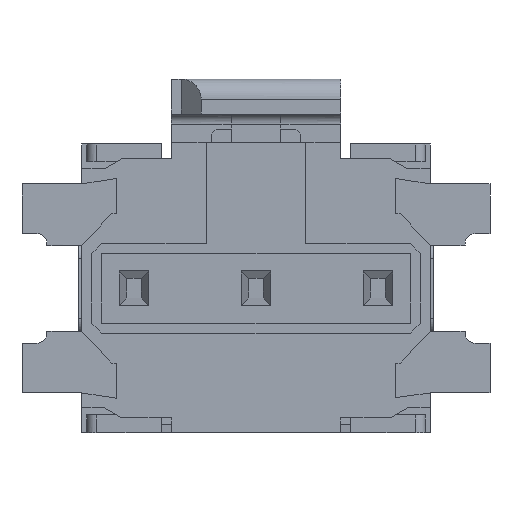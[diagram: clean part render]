
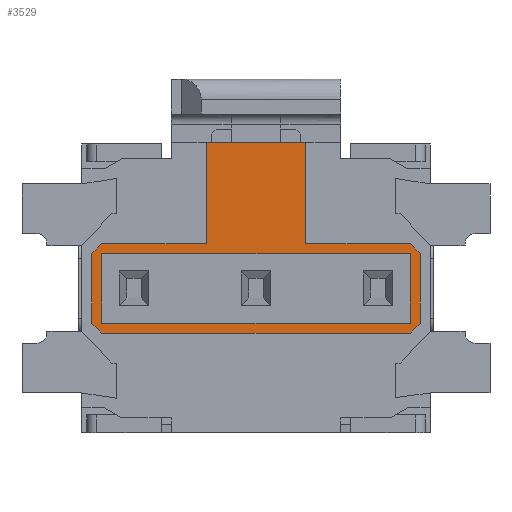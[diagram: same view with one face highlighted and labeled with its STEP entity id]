
A CAD part, front view. The second image highlights one B-rep face of the part: STEP entity #3529.
In plain terms, the highlighted planar face has unit normal (0, 1, 0).
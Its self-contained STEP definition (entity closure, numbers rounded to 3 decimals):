
#16 = LINE ( 'NONE', #12820, #8538 ) ;
#344 = VECTOR ( 'NONE', #12339, 1000. ) ;
#598 = CARTESIAN_POINT ( 'NONE',  ( -1.55, 0.03, 0.35 ) ) ;
#802 = VECTOR ( 'NONE', #14289, 1000. ) ;
#990 = EDGE_CURVE ( 'NONE', #4295, #15206, #13745, .T. ) ;
#1116 = VECTOR ( 'NONE', #7676, 1000. ) ;
#1146 = DIRECTION ( 'NONE',  ( 0., 0., -1. ) ) ;
#1276 = EDGE_CURVE ( 'NONE', #15206, #15574, #4766, .T. ) ;
#1360 = DIRECTION ( 'NONE',  ( -1., 0., 0. ) ) ;
#1494 = CARTESIAN_POINT ( 'NONE',  ( 1.55, 0.03, -0.45 ) ) ;
#1535 = DIRECTION ( 'NONE',  ( -1., 0., 0. ) ) ;
#1596 = ORIENTED_EDGE ( 'NONE', *, *, #9375, .F. ) ;
#1639 = ORIENTED_EDGE ( 'NONE', *, *, #12994, .F. ) ;
#1746 = VECTOR ( 'NONE', #10900, 1000. ) ;
#1750 = EDGE_CURVE ( 'NONE', #3854, #11032, #14841, .T. ) ;
#1886 = EDGE_CURVE ( 'NONE', #7703, #15695, #15232, .T. ) ;
#1941 = CARTESIAN_POINT ( 'NONE',  ( -1.65, 0.03, -0.35 ) ) ;
#2153 = CARTESIAN_POINT ( 'NONE',  ( -1.65, 0.03, 0.35 ) ) ;
#2177 = CARTESIAN_POINT ( 'NONE',  ( -1.65, 0.03, 0.35 ) ) ;
#2239 = VERTEX_POINT ( 'NONE', #12795 ) ;
#2365 = DIRECTION ( 'NONE',  ( 0.707, 0., 0.707 ) ) ;
#2401 = AXIS2_PLACEMENT_3D ( 'NONE', #12245, #5831, #10983 ) ;
#2405 = ORIENTED_EDGE ( 'NONE', *, *, #3641, .F. ) ;
#2590 = CARTESIAN_POINT ( 'NONE',  ( 1.55, 0.03, 0.35 ) ) ;
#2851 = VECTOR ( 'NONE', #10580, 1000. ) ;
#2961 = LINE ( 'NONE', #7956, #2851 ) ;
#3065 = VECTOR ( 'NONE', #7327, 1000. ) ;
#3246 = ORIENTED_EDGE ( 'NONE', *, *, #14828, .F. ) ;
#3405 = CARTESIAN_POINT ( 'NONE',  ( 0.5, 0.03, 1.465 ) ) ;
#3471 = EDGE_CURVE ( 'NONE', #11417, #16322, #5409, .T. ) ;
#3506 = CARTESIAN_POINT ( 'NONE',  ( 1.55, 0.03, -0.35 ) ) ;
#3529 = ADVANCED_FACE ( 'NONE', ( #15485, #4142 ), #7860, .F. ) ;
#3641 = EDGE_CURVE ( 'NONE', #11032, #2239, #4298, .T. ) ;
#3854 = VERTEX_POINT ( 'NONE', #10458 ) ;
#4142 = FACE_OUTER_BOUND ( 'NONE', #16590, .T. ) ;
#4214 = EDGE_CURVE ( 'NONE', #11049, #8289, #14349, .T. ) ;
#4295 = VERTEX_POINT ( 'NONE', #598 ) ;
#4298 = LINE ( 'NONE', #14450, #16202 ) ;
#4425 = CARTESIAN_POINT ( 'NONE',  ( -1.55, 0.03, 0.45 ) ) ;
#4570 = ORIENTED_EDGE ( 'NONE', *, *, #12295, .F. ) ;
#4766 = LINE ( 'NONE', #11503, #12980 ) ;
#4807 = LINE ( 'NONE', #7285, #9935 ) ;
#5409 = LINE ( 'NONE', #14532, #802 ) ;
#5742 = LINE ( 'NONE', #14874, #1746 ) ;
#5746 = CARTESIAN_POINT ( 'NONE',  ( -1.55, 0.03, -0.35 ) ) ;
#5831 = DIRECTION ( 'NONE',  ( 0., -1., 0. ) ) ;
#5894 = ORIENTED_EDGE ( 'NONE', *, *, #990, .F. ) ;
#6345 = ORIENTED_EDGE ( 'NONE', *, *, #7080, .F. ) ;
#6678 = VECTOR ( 'NONE', #1360, 1000. ) ;
#7020 = LINE ( 'NONE', #1941, #14969 ) ;
#7035 = EDGE_LOOP ( 'NONE', ( #3246, #13178, #14338, #5894 ) ) ;
#7080 = EDGE_CURVE ( 'NONE', #16322, #11049, #16, .T. ) ;
#7120 = DIRECTION ( 'NONE',  ( 0., 0., 1. ) ) ;
#7285 = CARTESIAN_POINT ( 'NONE',  ( -1.55, 0.03, -0.45 ) ) ;
#7307 = DIRECTION ( 'NONE',  ( 0., 0., 1. ) ) ;
#7327 = DIRECTION ( 'NONE',  ( -0.707, 0., 0.707 ) ) ;
#7676 = DIRECTION ( 'NONE',  ( 0., 0., -1. ) ) ;
#7703 = VERTEX_POINT ( 'NONE', #1494 ) ;
#7860 = PLANE ( 'NONE',  #2401 ) ;
#7943 = CARTESIAN_POINT ( 'NONE',  ( -1.55, 0.03, -0.45 ) ) ;
#7956 = CARTESIAN_POINT ( 'NONE',  ( 0.5, 0.03, 1.465 ) ) ;
#8289 = VERTEX_POINT ( 'NONE', #10933 ) ;
#8309 = VERTEX_POINT ( 'NONE', #14554 ) ;
#8382 = LINE ( 'NONE', #9748, #15906 ) ;
#8440 = ORIENTED_EDGE ( 'NONE', *, *, #14385, .F. ) ;
#8489 = CARTESIAN_POINT ( 'NONE',  ( -1.65, 0.03, 1.465 ) ) ;
#8506 = ORIENTED_EDGE ( 'NONE', *, *, #3471, .F. ) ;
#8519 = ORIENTED_EDGE ( 'NONE', *, *, #16624, .F. ) ;
#8538 = VECTOR ( 'NONE', #12736, 1000. ) ;
#8545 = DIRECTION ( 'NONE',  ( 0.707, 0., -0.707 ) ) ;
#8615 = DIRECTION ( 'NONE',  ( 1., 0., 0. ) ) ;
#8793 = CARTESIAN_POINT ( 'NONE',  ( -0.5, 0.03, 0.45 ) ) ;
#8797 = CARTESIAN_POINT ( 'NONE',  ( 1.55, 0.03, -0.45 ) ) ;
#8962 = VERTEX_POINT ( 'NONE', #7943 ) ;
#8984 = ORIENTED_EDGE ( 'NONE', *, *, #1750, .F. ) ;
#9076 = CARTESIAN_POINT ( 'NONE',  ( 1.65, 0.03, -0.35 ) ) ;
#9375 = EDGE_CURVE ( 'NONE', #15695, #3854, #9922, .T. ) ;
#9748 = CARTESIAN_POINT ( 'NONE',  ( -1.55, 0.03, -0.45 ) ) ;
#9922 = LINE ( 'NONE', #13611, #10251 ) ;
#9935 = VECTOR ( 'NONE', #7120, 1000. ) ;
#10251 = VECTOR ( 'NONE', #7307, 1000. ) ;
#10458 = CARTESIAN_POINT ( 'NONE',  ( 1.65, 0.03, 0.35 ) ) ;
#10580 = DIRECTION ( 'NONE',  ( 0., 0., 1. ) ) ;
#10900 = DIRECTION ( 'NONE',  ( 0., 0., -1. ) ) ;
#10933 = CARTESIAN_POINT ( 'NONE',  ( -1.65, 0.03, -0.35 ) ) ;
#10983 = DIRECTION ( 'NONE',  ( 0., 0., -1. ) ) ;
#11032 = VERTEX_POINT ( 'NONE', #13713 ) ;
#11049 = VERTEX_POINT ( 'NONE', #2153 ) ;
#11352 = VERTEX_POINT ( 'NONE', #5746 ) ;
#11417 = VERTEX_POINT ( 'NONE', #8793 ) ;
#11503 = CARTESIAN_POINT ( 'NONE',  ( 1.55, 0.03, -0.45 ) ) ;
#12110 = CARTESIAN_POINT ( 'NONE',  ( 1.55, 0.03, 0.45 ) ) ;
#12245 = CARTESIAN_POINT ( 'NONE',  ( -1.65, 0.03, -0.45 ) ) ;
#12257 = EDGE_CURVE ( 'NONE', #8289, #8962, #7020, .T. ) ;
#12266 = LINE ( 'NONE', #8489, #344 ) ;
#12295 = EDGE_CURVE ( 'NONE', #8309, #11417, #5742, .T. ) ;
#12339 = DIRECTION ( 'NONE',  ( -1., 0., 0. ) ) ;
#12736 = DIRECTION ( 'NONE',  ( -0.707, 0., -0.707 ) ) ;
#12795 = CARTESIAN_POINT ( 'NONE',  ( 0.5, 0.03, 0.45 ) ) ;
#12820 = CARTESIAN_POINT ( 'NONE',  ( -1.55, 0.03, 0.45 ) ) ;
#12980 = VECTOR ( 'NONE', #1146, 1000. ) ;
#12994 = EDGE_CURVE ( 'NONE', #2239, #16371, #2961, .T. ) ;
#13178 = ORIENTED_EDGE ( 'NONE', *, *, #14019, .F. ) ;
#13611 = CARTESIAN_POINT ( 'NONE',  ( 1.65, 0.03, 0.35 ) ) ;
#13713 = CARTESIAN_POINT ( 'NONE',  ( 1.55, 0.03, 0.45 ) ) ;
#13745 = LINE ( 'NONE', #2177, #14897 ) ;
#13848 = VECTOR ( 'NONE', #2365, 1000. ) ;
#14019 = EDGE_CURVE ( 'NONE', #15574, #11352, #14456, .T. ) ;
#14289 = DIRECTION ( 'NONE',  ( -1., 0., 0. ) ) ;
#14338 = ORIENTED_EDGE ( 'NONE', *, *, #1276, .F. ) ;
#14349 = LINE ( 'NONE', #15381, #1116 ) ;
#14385 = EDGE_CURVE ( 'NONE', #8962, #7703, #8382, .T. ) ;
#14450 = CARTESIAN_POINT ( 'NONE',  ( -1.55, 0.03, 0.45 ) ) ;
#14456 = LINE ( 'NONE', #15563, #6678 ) ;
#14532 = CARTESIAN_POINT ( 'NONE',  ( -1.65, 0.03, 0.45 ) ) ;
#14554 = CARTESIAN_POINT ( 'NONE',  ( -0.5, 0.03, 1.465 ) ) ;
#14828 = EDGE_CURVE ( 'NONE', #11352, #4295, #4807, .T. ) ;
#14841 = LINE ( 'NONE', #12110, #3065 ) ;
#14874 = CARTESIAN_POINT ( 'NONE',  ( -0.5, 0.03, -0.45 ) ) ;
#14897 = VECTOR ( 'NONE', #8615, 1000. ) ;
#14969 = VECTOR ( 'NONE', #8545, 1000. ) ;
#15206 = VERTEX_POINT ( 'NONE', #2590 ) ;
#15232 = LINE ( 'NONE', #8797, #13848 ) ;
#15381 = CARTESIAN_POINT ( 'NONE',  ( -1.65, 0.03, -0.45 ) ) ;
#15485 = FACE_BOUND ( 'NONE', #7035, .T. ) ;
#15563 = CARTESIAN_POINT ( 'NONE',  ( -1.65, 0.03, -0.35 ) ) ;
#15574 = VERTEX_POINT ( 'NONE', #3506 ) ;
#15695 = VERTEX_POINT ( 'NONE', #9076 ) ;
#15830 = ORIENTED_EDGE ( 'NONE', *, *, #1886, .F. ) ;
#15906 = VECTOR ( 'NONE', #16016, 1000. ) ;
#16016 = DIRECTION ( 'NONE',  ( 1., 0., 0. ) ) ;
#16060 = ORIENTED_EDGE ( 'NONE', *, *, #12257, .F. ) ;
#16152 = ORIENTED_EDGE ( 'NONE', *, *, #4214, .F. ) ;
#16202 = VECTOR ( 'NONE', #1535, 1000. ) ;
#16322 = VERTEX_POINT ( 'NONE', #4425 ) ;
#16371 = VERTEX_POINT ( 'NONE', #3405 ) ;
#16590 = EDGE_LOOP ( 'NONE', ( #8519, #1639, #2405, #8984, #1596, #15830, #8440, #16060, #16152, #6345, #8506, #4570 ) ) ;
#16624 = EDGE_CURVE ( 'NONE', #16371, #8309, #12266, .T. ) ;
